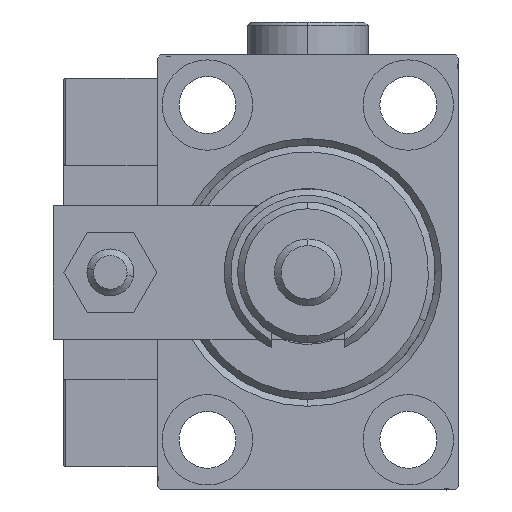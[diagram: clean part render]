
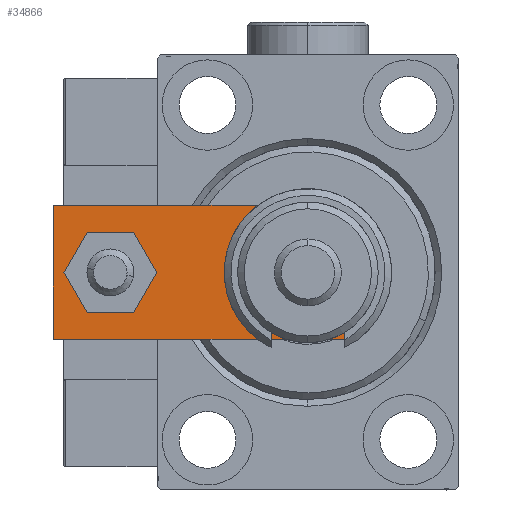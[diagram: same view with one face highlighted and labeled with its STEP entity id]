
A CAD part, left-side view. The second image highlights one B-rep face of the part: STEP entity #34866.
In plain terms, the highlighted face is planar.
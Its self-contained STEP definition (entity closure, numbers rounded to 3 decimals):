
#554 = DIRECTION ( 'NONE',  ( 0., 0., 1. ) ) ;
#993 = CARTESIAN_POINT ( 'NONE',  ( 7.25, 10., 6. ) ) ;
#1458 = DIRECTION ( 'NONE',  ( 0., 1., 0. ) ) ;
#1562 = ORIENTED_EDGE ( 'NONE', *, *, #39705, .F. ) ;
#1717 = CIRCLE ( 'NONE', #32431, 4. ) ;
#2147 = CARTESIAN_POINT ( 'NONE',  ( 0., 10., 6. ) ) ;
#2725 = EDGE_LOOP ( 'NONE', ( #40315, #1562 ) ) ;
#3473 = VERTEX_POINT ( 'NONE', #6166 ) ;
#3620 = CARTESIAN_POINT ( 'NONE',  ( 0., 0., 6. ) ) ;
#3933 = VERTEX_POINT ( 'NONE', #12387 ) ;
#4908 = CARTESIAN_POINT ( 'NONE',  ( 4., 39.5, 6. ) ) ;
#6069 = VERTEX_POINT ( 'NONE', #35754 ) ;
#6166 = CARTESIAN_POINT ( 'NONE',  ( 10., 48., 6. ) ) ;
#6425 = EDGE_LOOP ( 'NONE', ( #32271, #15893, #36100, #39819, #36722, #51277 ) ) ;
#6664 = FACE_BOUND ( 'NONE', #2725, .T. ) ;
#7539 = CARTESIAN_POINT ( 'NONE',  ( 2.88, -2.88, 6. ) ) ;
#9825 = EDGE_CURVE ( 'NONE', #3473, #37172, #30711, .T. ) ;
#11603 = DIRECTION ( 'NONE',  ( 1., 0., 0. ) ) ;
#12357 = EDGE_CURVE ( 'NONE', #48437, #39637, #38405, .T. ) ;
#12387 = CARTESIAN_POINT ( 'NONE',  ( 5.76, 0., 6. ) ) ;
#13029 = LINE ( 'NONE', #33110, #39717 ) ;
#13113 = VERTEX_POINT ( 'NONE', #37705 ) ;
#13451 = CARTESIAN_POINT ( 'NONE',  ( 0., 39.5, 6. ) ) ;
#14413 = DIRECTION ( 'NONE',  ( 0., 0., 1. ) ) ;
#14619 = LINE ( 'NONE', #52018, #34076 ) ;
#15181 = DIRECTION ( 'NONE',  ( 1., 0., 0. ) ) ;
#15476 = VERTEX_POINT ( 'NONE', #4908 ) ;
#15893 = ORIENTED_EDGE ( 'NONE', *, *, #29141, .T. ) ;
#15998 = EDGE_CURVE ( 'NONE', #15476, #6069, #1717, .T. ) ;
#16942 = VECTOR ( 'NONE', #15181, 1000. ) ;
#17272 = DIRECTION ( 'NONE',  ( -1., 0., 0. ) ) ;
#17653 = CARTESIAN_POINT ( 'NONE',  ( 0., 39.5, 6. ) ) ;
#19586 = DIRECTION ( 'NONE',  ( 0.707, -0.707, 0. ) ) ;
#20778 = ORIENTED_EDGE ( 'NONE', *, *, #15998, .F. ) ;
#21417 = VERTEX_POINT ( 'NONE', #37765 ) ;
#21734 = AXIS2_PLACEMENT_3D ( 'NONE', #2147, #23310, #25890 ) ;
#21770 = DIRECTION ( 'NONE',  ( 1., 0., 0. ) ) ;
#22945 = DIRECTION ( 'NONE',  ( 1., 0., 0. ) ) ;
#23310 = DIRECTION ( 'NONE',  ( 0., 0., 1. ) ) ;
#24241 = DIRECTION ( 'NONE',  ( 0., 0., 1. ) ) ;
#24511 = PLANE ( 'NONE',  #39415 ) ;
#25890 = DIRECTION ( 'NONE',  ( 1., 0., 0. ) ) ;
#26105 = DIRECTION ( 'NONE',  ( 1., 0., 0. ) ) ;
#26145 = EDGE_CURVE ( 'NONE', #37172, #36159, #13029, .T. ) ;
#26592 = CARTESIAN_POINT ( 'NONE',  ( 10., 48., 6. ) ) ;
#26750 = LINE ( 'NONE', #52851, #16942 ) ;
#26891 = ORIENTED_EDGE ( 'NONE', *, *, #50207, .F. ) ;
#28689 = DIRECTION ( 'NONE',  ( 0.707, 0.707, 0. ) ) ;
#29141 = EDGE_CURVE ( 'NONE', #36159, #13113, #32500, .T. ) ;
#30116 = AXIS2_PLACEMENT_3D ( 'NONE', #13451, #554, #26105 ) ;
#30707 = CIRCLE ( 'NONE', #52681, 7.25 ) ;
#30711 = LINE ( 'NONE', #26592, #48902 ) ;
#31926 = FACE_OUTER_BOUND ( 'NONE', #6425, .T. ) ;
#32271 = ORIENTED_EDGE ( 'NONE', *, *, #26145, .T. ) ;
#32431 = AXIS2_PLACEMENT_3D ( 'NONE', #17653, #34397, #21770 ) ;
#32500 = LINE ( 'NONE', #41022, #41823 ) ;
#32851 = EDGE_CURVE ( 'NONE', #21417, #3473, #14619, .T. ) ;
#33110 = CARTESIAN_POINT ( 'NONE',  ( -10., 48., 6. ) ) ;
#33651 = EDGE_CURVE ( 'NONE', #3933, #21417, #44628, .T. ) ;
#34076 = VECTOR ( 'NONE', #1458, 1000. ) ;
#34397 = DIRECTION ( 'NONE',  ( 0., 0., 1. ) ) ;
#34762 = CARTESIAN_POINT ( 'NONE',  ( 0., 10., 6. ) ) ;
#34866 = ADVANCED_FACE ( 'NONE', ( #52828, #31926, #6664 ), #24511, .T. ) ;
#35754 = CARTESIAN_POINT ( 'NONE',  ( -4., 39.5, 6. ) ) ;
#36100 = ORIENTED_EDGE ( 'NONE', *, *, #46090, .T. ) ;
#36159 = VERTEX_POINT ( 'NONE', #47263 ) ;
#36722 = ORIENTED_EDGE ( 'NONE', *, *, #32851, .T. ) ;
#37172 = VERTEX_POINT ( 'NONE', #44547 ) ;
#37705 = CARTESIAN_POINT ( 'NONE',  ( -5.76, 0., 6. ) ) ;
#37765 = CARTESIAN_POINT ( 'NONE',  ( 10., 4.24, 6. ) ) ;
#37990 = CIRCLE ( 'NONE', #30116, 4. ) ;
#38405 = CIRCLE ( 'NONE', #21734, 7.25 ) ;
#39415 = AXIS2_PLACEMENT_3D ( 'NONE', #3620, #24241, #11603 ) ;
#39637 = VERTEX_POINT ( 'NONE', #993 ) ;
#39705 = EDGE_CURVE ( 'NONE', #39637, #48437, #30707, .T. ) ;
#39717 = VECTOR ( 'NONE', #42167, 1000. ) ;
#39819 = ORIENTED_EDGE ( 'NONE', *, *, #33651, .T. ) ;
#40030 = EDGE_LOOP ( 'NONE', ( #26891, #20778 ) ) ;
#40315 = ORIENTED_EDGE ( 'NONE', *, *, #12357, .F. ) ;
#41022 = CARTESIAN_POINT ( 'NONE',  ( -2.88, -2.88, 6. ) ) ;
#41823 = VECTOR ( 'NONE', #19586, 1000. ) ;
#42167 = DIRECTION ( 'NONE',  ( 0., -1., 0. ) ) ;
#44547 = CARTESIAN_POINT ( 'NONE',  ( -10., 48., 6. ) ) ;
#44628 = LINE ( 'NONE', #7539, #44641 ) ;
#44641 = VECTOR ( 'NONE', #28689, 1000. ) ;
#45772 = CARTESIAN_POINT ( 'NONE',  ( -7.25, 10., 6. ) ) ;
#46090 = EDGE_CURVE ( 'NONE', #13113, #3933, #26750, .T. ) ;
#47263 = CARTESIAN_POINT ( 'NONE',  ( -10., 4.24, 6. ) ) ;
#48437 = VERTEX_POINT ( 'NONE', #45772 ) ;
#48902 = VECTOR ( 'NONE', #17272, 1000. ) ;
#50207 = EDGE_CURVE ( 'NONE', #6069, #15476, #37990, .T. ) ;
#51277 = ORIENTED_EDGE ( 'NONE', *, *, #9825, .T. ) ;
#52018 = CARTESIAN_POINT ( 'NONE',  ( 10., 0., 6. ) ) ;
#52681 = AXIS2_PLACEMENT_3D ( 'NONE', #34762, #14413, #22945 ) ;
#52828 = FACE_BOUND ( 'NONE', #40030, .T. ) ;
#52851 = CARTESIAN_POINT ( 'NONE',  ( -10., 0., 6. ) ) ;
